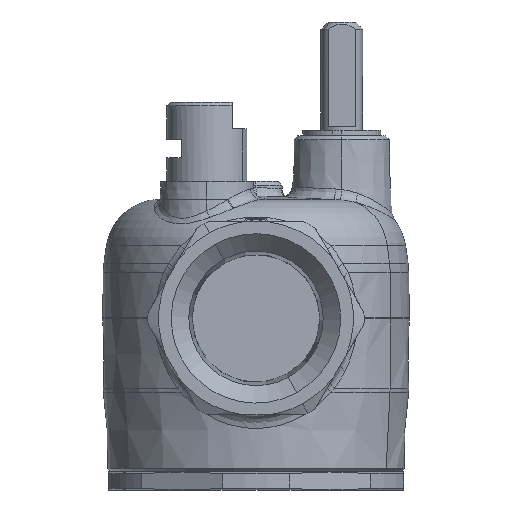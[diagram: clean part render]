
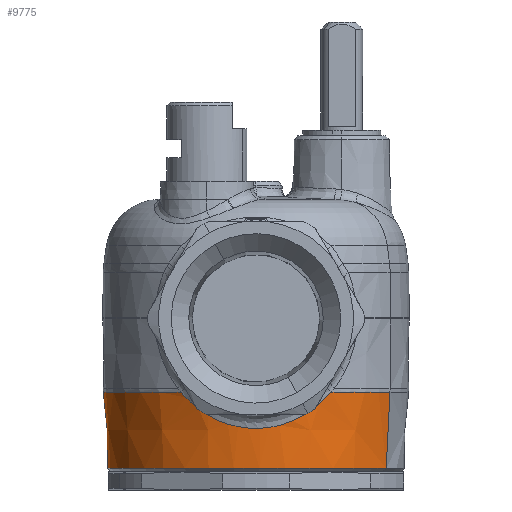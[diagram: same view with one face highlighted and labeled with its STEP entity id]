
A CAD part, left-side view. The second image highlights one B-rep face of the part: STEP entity #9775.
In plain terms, the highlighted conical face has half-angle 3.201 degrees and reference radius 20.436 mm.
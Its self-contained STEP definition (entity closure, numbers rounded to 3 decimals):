
#7151=CARTESIAN_POINT('Vertex',(-18.444,10.385,-10.244)) ;
#7315=CARTESIAN_POINT('Control Point',(-18.444,-10.385,-10.244)) ;
#7316=CARTESIAN_POINT('Control Point',(-18.539,-10.189,-10.479)) ;
#7317=CARTESIAN_POINT('Control Point',(-18.633,-9.991,-10.703)) ;
#7318=CARTESIAN_POINT('Control Point',(-18.725,-9.792,-10.918)) ;
#7319=CARTESIAN_POINT('Control Point',(-19.036,-9.098,-11.633)) ;
#7320=CARTESIAN_POINT('Control Point',(-19.323,-8.387,-12.25)) ;
#7321=CARTESIAN_POINT('Control Point',(-19.514,-7.873,-12.646)) ;
#7322=CARTESIAN_POINT('Control Point',(-19.978,-6.511,-13.581)) ;
#7323=CARTESIAN_POINT('Control Point',(-20.339,-5.109,-14.264)) ;
#7324=CARTESIAN_POINT('Control Point',(-20.52,-4.23,-14.6)) ;
#7325=CARTESIAN_POINT('Control Point',(-20.845,-2.156,-15.193)) ;
#7326=CARTESIAN_POINT('Control Point',(-20.933,-0.052,-15.347)) ;
#7327=CARTESIAN_POINT('Control Point',(-20.904,1.152,-15.296)) ;
#7328=CARTESIAN_POINT('Control Point',(-20.724,3.157,-14.977)) ;
#7329=CARTESIAN_POINT('Control Point',(-20.33,5.123,-14.247)) ;
#7330=CARTESIAN_POINT('Control Point',(-20.138,5.905,-13.884)) ;
#7331=CARTESIAN_POINT('Control Point',(-19.732,7.296,-13.099)) ;
#7332=CARTESIAN_POINT('Control Point',(-19.226,8.645,-12.046)) ;
#7333=CARTESIAN_POINT('Control Point',(-18.982,9.236,-11.518)) ;
#7334=CARTESIAN_POINT('Control Point',(-18.72,9.817,-10.924)) ;
#7335=CARTESIAN_POINT('Control Point',(-18.444,10.385,-10.244)) ;
#7336=CARTESIAN_POINT('Vertex',(-18.444,-10.385,-10.244)) ;
#7389=CARTESIAN_POINT('Vertex',(-9.865,-18.057,-20.801)) ;
#7392=CARTESIAN_POINT('Axis2P3D Location',(0.,0.,-20.801)) ;
#7396=CARTESIAN_POINT('Vertex',(9.865,18.057,-20.801)) ;
#9730=CARTESIAN_POINT('Vertex',(10.148,18.575,-10.244)) ;
#9733=CARTESIAN_POINT('Axis2P3D Location',(0.,0.,-10.244)) ;
#9745=CARTESIAN_POINT('Axis2P3D Location',(0.,0.,-23.3)) ;
#9750=CARTESIAN_POINT('Line Origine',(-9.976,-18.261,-16.65)) ;
#9754=CARTESIAN_POINT('Vertex',(-10.148,-18.575,-10.244)) ;
#9757=CARTESIAN_POINT('Axis2P3D Location',(0.,0.,-10.244)) ;
#9762=CARTESIAN_POINT('Line Origine',(9.976,18.261,-16.65)) ;
#9752=VECTOR('Line Direction',#9751,1.) ;
#9764=VECTOR('Line Direction',#9763,1.) ;
#7393=DIRECTION('Axis2P3D Direction',(0.,0.,-1.)) ;
#9734=DIRECTION('Axis2P3D Direction',(0.,-0.,-1.)) ;
#9746=DIRECTION('Axis2P3D Direction',(-0.,-0.,1.)) ;
#9747=DIRECTION('Axis2P3D XDirection',(-0.479,-0.878,0.)) ;
#9751=DIRECTION('Vector Direction',(-0.027,-0.049,0.998)) ;
#9758=DIRECTION('Axis2P3D Direction',(-0.,0.,1.)) ;
#9763=DIRECTION('Vector Direction',(0.027,0.049,0.998)) ;
#7394=AXIS2_PLACEMENT_3D('Circle Axis2P3D',#7392,#7393,$) ;
#9735=AXIS2_PLACEMENT_3D('Circle Axis2P3D',#9733,#9734,$) ;
#9748=AXIS2_PLACEMENT_3D('Cone Axis2P3D',#9745,#9746,#9747) ;
#9759=AXIS2_PLACEMENT_3D('Circle Axis2P3D',#9757,#9758,$) ;
#9753=LINE('Line',#9750,#9752) ;
#9765=LINE('Line',#9762,#9764) ;
#7395=CIRCLE('generated circle',#7394,20.576) ;
#9736=CIRCLE('generated circle',#9735,21.167) ;
#9760=CIRCLE('generated circle',#9759,21.167) ;
#9749=CONICAL_SURFACE('Cone',#9748,20.436,0.056) ;
#7338=EDGE_CURVE('',#7152,#7337,#7314,.F.) ;
#7398=EDGE_CURVE('',#7390,#7397,#7395,.T.) ;
#9737=EDGE_CURVE('',#7152,#9731,#9736,.T.) ;
#9756=EDGE_CURVE('',#9755,#7390,#9753,.F.) ;
#9761=EDGE_CURVE('',#9755,#7337,#9760,.F.) ;
#9766=EDGE_CURVE('',#9731,#7397,#9765,.F.) ;
#9768=ORIENTED_EDGE('',*,*,#9756,.F.) ;
#9769=ORIENTED_EDGE('',*,*,#9761,.T.) ;
#9770=ORIENTED_EDGE('',*,*,#7338,.F.) ;
#9771=ORIENTED_EDGE('',*,*,#9737,.T.) ;
#9772=ORIENTED_EDGE('',*,*,#9766,.T.) ;
#9773=ORIENTED_EDGE('',*,*,#7398,.F.) ;
#9767=EDGE_LOOP('',(#9768,#9769,#9770,#9771,#9772,#9773)) ;
#7152=VERTEX_POINT('',#7151) ;
#7337=VERTEX_POINT('',#7336) ;
#7390=VERTEX_POINT('',#7389) ;
#7397=VERTEX_POINT('',#7396) ;
#9731=VERTEX_POINT('',#9730) ;
#9755=VERTEX_POINT('',#9754) ;
#9775=ADVANCED_FACE('PartBody',(#9774),#9749,.T.) ;
#7314=B_SPLINE_CURVE_WITH_KNOTS('',5,(#7315,#7316,#7317,#7318,#7319,#7320,#7321,#7322,#7323,#7324,#7325,#7326,#7327,#7328,#7329,#7330,#7331,#7332,#7333,#7334,#7335),.UNSPECIFIED.,.F.,.U.,(6,3,3,3,3,3,6),(28.342,33.817,47.326,69.267,98.594,118.307,134.167),.UNSPECIFIED.) ;
#9774=FACE_OUTER_BOUND('',#9767,.T.) ;
